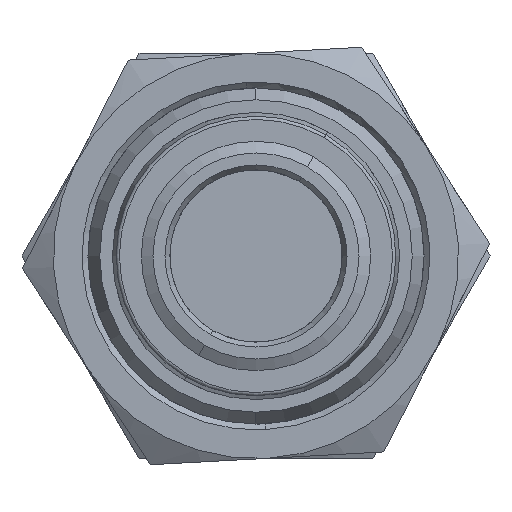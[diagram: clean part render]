
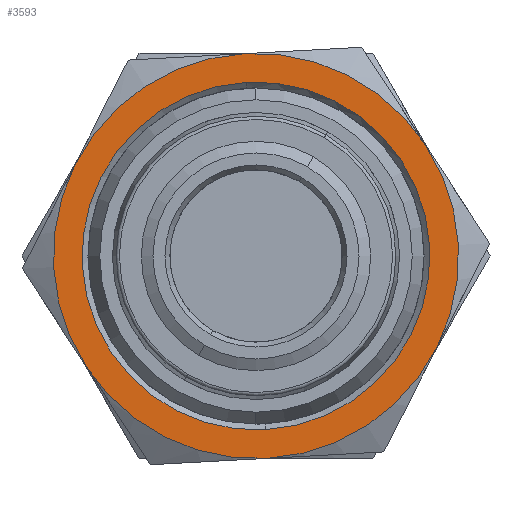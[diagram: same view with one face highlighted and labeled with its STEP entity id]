
A CAD part, left-side view. The second image highlights one B-rep face of the part: STEP entity #3593.
In plain terms, the highlighted planar face has unit normal (-1, 0, 0).
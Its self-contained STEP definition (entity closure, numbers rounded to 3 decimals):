
#694 = VERTEX_POINT ( 'NONE', #1337 ) ;
#704 = VERTEX_POINT ( 'NONE', #1347 ) ;
#800 = VERTEX_POINT ( 'NONE', #1443 ) ;
#805 = VERTEX_POINT ( 'NONE', #1448 ) ;
#806 = VERTEX_POINT ( 'NONE', #1449 ) ;
#807 = VERTEX_POINT ( 'NONE', #1450 ) ;
#808 = VERTEX_POINT ( 'NONE', #1451 ) ;
#809 = VERTEX_POINT ( 'NONE', #1452 ) ;
#982 = AXIS2_PLACEMENT_3D ( 'NONE', #2746, #2747, #2748 ) ;
#984 = AXIS2_PLACEMENT_3D ( 'NONE', #2765, #2766, #2767 ) ;
#985 = AXIS2_PLACEMENT_3D ( 'NONE', #2770, #2771, #2772 ) ;
#1337 = CARTESIAN_POINT ( 'NONE',  ( 7.5, 0.564, 10.285 ) ) ;
#1347 = CARTESIAN_POINT ( 'NONE',  ( 7.5, -0.564, -10.285 ) ) ;
#1443 = CARTESIAN_POINT ( 'NONE',  ( 7.5, -10.048, 6.56 ) ) ;
#1448 = CARTESIAN_POINT ( 'NONE',  ( 7.5, -10.705, -5.422 ) ) ;
#1449 = CARTESIAN_POINT ( 'NONE',  ( 7.5, 0.657, 11.982 ) ) ;
#1450 = CARTESIAN_POINT ( 'NONE',  ( 7.5, 10.048, -6.56 ) ) ;
#1451 = CARTESIAN_POINT ( 'NONE',  ( 7.5, -0.657, -11.982 ) ) ;
#1452 = CARTESIAN_POINT ( 'NONE',  ( 7.5, 10.705, 5.422 ) ) ;
#1487 = CARTESIAN_POINT ( 'NONE',  ( 7.5, 0., 0. ) ) ;
#1488 = DIRECTION ( 'NONE',  ( 1., 0., 0. ) ) ;
#1489 = DIRECTION ( 'NONE',  ( 0., -0.055, -0.998 ) ) ;
#1611 = EDGE_CURVE ( 'NONE', #808, #807, #4084, .T. ) ;
#1616 = EDGE_CURVE ( 'NONE', #806, #800, #4083, .T. ) ;
#1617 = EDGE_CURVE ( 'NONE', #805, #808, #4082, .T. ) ;
#1622 = EDGE_CURVE ( 'NONE', #800, #805, #4081, .T. ) ;
#1689 = AXIS2_PLACEMENT_3D ( 'NONE', #1487, #1488, #1489 ) ;
#1690 = AXIS2_PLACEMENT_3D ( 'NONE', #3308, #3309, #3310 ) ;
#1691 = AXIS2_PLACEMENT_3D ( 'NONE', #3312, #3313, #3314 ) ;
#1692 = AXIS2_PLACEMENT_3D ( 'NONE', #3342, #3343, #3344 ) ;
#2202 = AXIS2_PLACEMENT_3D ( 'NONE', #4830, #4831, #4832 ) ;
#2352 = EDGE_CURVE ( 'NONE', #694, #704, #5991, .T. ) ;
#2589 = EDGE_CURVE ( 'NONE', #704, #694, #3827, .T. ) ;
#2593 = EDGE_CURVE ( 'NONE', #809, #806, #3829, .T. ) ;
#2594 = EDGE_CURVE ( 'NONE', #807, #809, #3808, .T. ) ;
#2746 = CARTESIAN_POINT ( 'NONE',  ( 7.5, 0., 0. ) ) ;
#2747 = DIRECTION ( 'NONE',  ( 1., 0., 0. ) ) ;
#2748 = DIRECTION ( 'NONE',  ( 0., -0.055, -0.998 ) ) ;
#2765 = CARTESIAN_POINT ( 'NONE',  ( 7.5, 0., 0. ) ) ;
#2766 = DIRECTION ( 'NONE',  ( 1., 0., 0. ) ) ;
#2767 = DIRECTION ( 'NONE',  ( 0., -0.055, -0.998 ) ) ;
#2770 = CARTESIAN_POINT ( 'NONE',  ( 7.5, 0., 0. ) ) ;
#2771 = DIRECTION ( 'NONE',  ( 1., 0., 0. ) ) ;
#2772 = DIRECTION ( 'NONE',  ( 0., -0.055, -0.998 ) ) ;
#3255 = PLANE ( 'NONE',  #4470 ) ;
#3262 = CARTESIAN_POINT ( 'NONE',  ( 7.5, 0., 0. ) ) ;
#3263 = DIRECTION ( 'NONE',  ( -1., 0., 0. ) ) ;
#3264 = DIRECTION ( 'NONE',  ( 0., 0.055, 0.998 ) ) ;
#3308 = CARTESIAN_POINT ( 'NONE',  ( 7.5, 0., 0. ) ) ;
#3309 = DIRECTION ( 'NONE',  ( 1., 0., 0. ) ) ;
#3310 = DIRECTION ( 'NONE',  ( 0., -0.055, -0.998 ) ) ;
#3312 = CARTESIAN_POINT ( 'NONE',  ( 7.5, 0., 0. ) ) ;
#3313 = DIRECTION ( 'NONE',  ( 1., 0., 0. ) ) ;
#3314 = DIRECTION ( 'NONE',  ( 0., -0.055, -0.998 ) ) ;
#3342 = CARTESIAN_POINT ( 'NONE',  ( 7.5, 0., 0. ) ) ;
#3343 = DIRECTION ( 'NONE',  ( 1., 0., 0. ) ) ;
#3344 = DIRECTION ( 'NONE',  ( 0., -0.055, -0.998 ) ) ;
#3593 = ADVANCED_FACE ( 'NONE', ( #4294, #4295 ), #3255, .T. ) ;
#3808 = CIRCLE ( 'NONE', #985, 12. ) ;
#3827 = CIRCLE ( 'NONE', #982, 10.3 ) ;
#3829 = CIRCLE ( 'NONE', #984, 12. ) ;
#4081 = CIRCLE ( 'NONE', #1692, 12. ) ;
#4082 = CIRCLE ( 'NONE', #1691, 12. ) ;
#4083 = CIRCLE ( 'NONE', #1690, 12. ) ;
#4084 = CIRCLE ( 'NONE', #1689, 12. ) ;
#4294 = FACE_BOUND ( 'NONE', #5571, .T. ) ;
#4295 = FACE_OUTER_BOUND ( 'NONE', #5572, .T. ) ;
#4470 = AXIS2_PLACEMENT_3D ( 'NONE', #3262, #3263, #3264 ) ;
#4830 = CARTESIAN_POINT ( 'NONE',  ( 7.5, 0., 0. ) ) ;
#4831 = DIRECTION ( 'NONE',  ( 1., 0., 0. ) ) ;
#4832 = DIRECTION ( 'NONE',  ( 0., -0.055, -0.998 ) ) ;
#5571 = EDGE_LOOP ( 'NONE', ( #6750, #6749 ) ) ;
#5572 = EDGE_LOOP ( 'NONE', ( #6748, #6747, #6746, #6745, #6744, #6743 ) ) ;
#5991 = CIRCLE ( 'NONE', #2202, 10.3 ) ;
#6743 = ORIENTED_EDGE ( 'NONE', *, *, #2594, .F. ) ;
#6744 = ORIENTED_EDGE ( 'NONE', *, *, #2593, .F. ) ;
#6745 = ORIENTED_EDGE ( 'NONE', *, *, #1616, .F. ) ;
#6746 = ORIENTED_EDGE ( 'NONE', *, *, #1622, .F. ) ;
#6747 = ORIENTED_EDGE ( 'NONE', *, *, #1617, .F. ) ;
#6748 = ORIENTED_EDGE ( 'NONE', *, *, #1611, .F. ) ;
#6749 = ORIENTED_EDGE ( 'NONE', *, *, #2589, .T. ) ;
#6750 = ORIENTED_EDGE ( 'NONE', *, *, #2352, .T. ) ;
